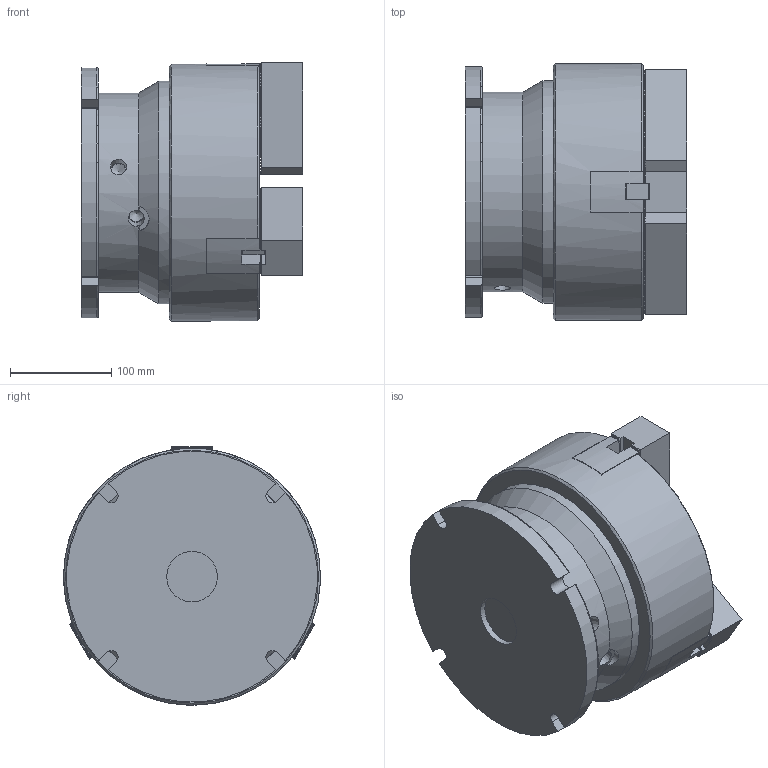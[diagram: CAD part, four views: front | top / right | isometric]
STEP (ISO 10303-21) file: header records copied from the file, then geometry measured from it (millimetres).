
FILE_DESCRIPTION (( 'STEP AP203' ), '1' );
FILE_NAME ('CF-VP-310.STEP', '2024-02-21T00:29:54', ( '' ), ( '' ), 'SwSTEP 2.0', 'SolidWorks 2020', '' );
FILE_SCHEMA (( 'CONFIG_CONTROL_DESIGN' ));
Length unit declared in the file: millimetre
Products named in the file (16): CF-3P-10-03000; CF-3P-10-07000; CF-VP-10-01000; CF-3P-10-04000; CF-3P-10_VP-310用組態; CF-VP-10-02000; CF-3H-210-04000(T型塊); CF-VP-310; CF-VP-10-03000; SJ-10; CF-VP-10; 圓頭內六角螺栓_M5x12; CF-3P-10-01000; 圓頭內六角螺栓_M12x30; CF-3P-10-02000; 圓頭內六角螺栓_M16x85
Assembly tree (33 placements, depth 3):
  CF-VP-310
    CF-VP-10
      CF-VP-10-01000
      CF-VP-10-02000
      CF-VP-10-03000
    CF-3P-10_VP-310用組態
      CF-3P-10-01000
      CF-3P-10-02000
      CF-3P-10-03000  x3
      CF-3P-10-04000
      CF-3H-210-04000(T型塊)  x3
      SJ-10  x3
      圓頭內六角螺栓_M5x12  x3
      圓頭內六角螺栓_M12x30  x6
      圓頭內六角螺栓_M16x85  x6
      CF-3P-10-07000
Bounding box: 219.25 x 253.94 x 255.34 mm (x, y, z)
Volume: 7778949.5 mm3; surface area: 807509.4 mm2
Topology: 31 solids, 31 shells, 3667 faces, 10541 edges, 6975 vertices
Faces by surface type: plane 2643, cylinder 883, cone 131, torus 10
Full cylindrical faces by diameter (mm): 4.1 x3, 5 x4, 5.5 x3, 6.8 x3, 8.5 x3, 9.5 x3, 10.2 x6, 12 x6, 13 x6, 14 x12, 14.3 x2, 16 x6, 17 x6, 18 x6, 19 x6, 24 x6, 25 x12, 34 x2, 38 x2, 43 x1, 43.5 x1, 45 x1, 46 x1, 50 x3, 61 x1, 98 x3, 197 x1, 220 x2, 254 x1
Entity records: 45492 total; most frequent: CARTESIAN_POINT 9174, ORIENTED_EDGE 7400, DIRECTION 6619, EDGE_CURVE 3700, LINE 2751, VECTOR 2751, VERTEX_POINT 2515, AXIS2_PLACEMENT_3D 1934
